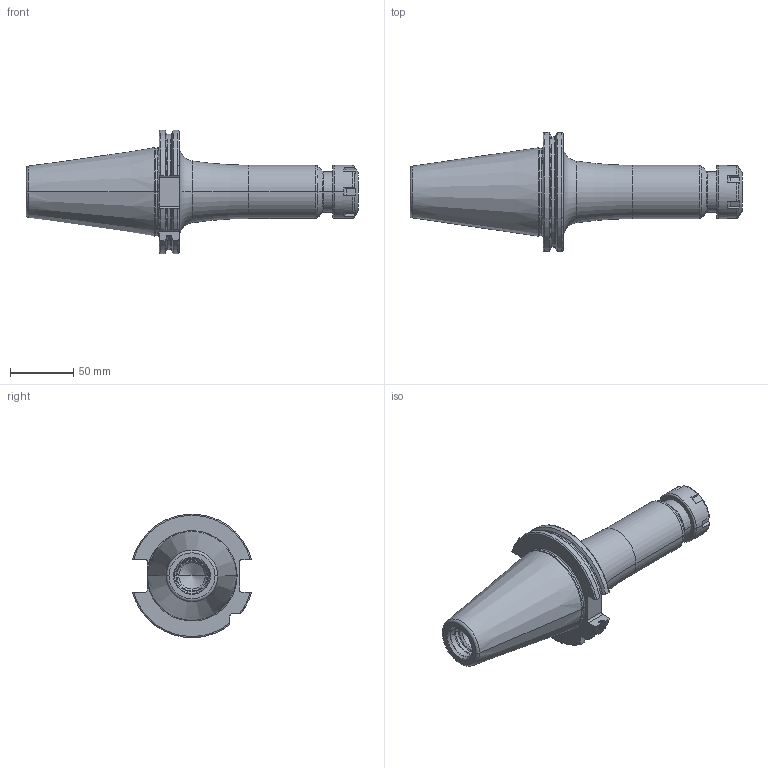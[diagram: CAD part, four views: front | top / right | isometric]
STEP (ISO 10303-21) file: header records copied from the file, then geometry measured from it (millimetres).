
FILE_DESCRIPTION((''),'2;1');
FILE_NAME('50-322-25_ASM','2011-08-31T',('mei'),(''),'PRO/ENGINEER BY PARAMETRIC TECHNOLOGY CORPORATION, 2010430','PRO/ENGINEER BY PARAMETRIC TECHNOLOGY CORPORATION, 2010430','');
FILE_SCHEMA(('CONFIG_CONTROL_DESIGN'));
Length unit declared in the file: millimetre
Products named in the file (3): 50-322-25; 83-912-25; 50-322-25_ASM
Assembly tree (2 placements, depth 2):
  50-322-25_ASM
    50-322-25
    83-912-25
Bounding box: 261.6 x 94 x 97.29 mm (x, y, z)
Volume: 535733.4 mm3; surface area: 65804.4 mm2
Topology: 2 solids, 3 shells, 149 faces, 386 edges, 243 vertices
Faces by surface type: plane 41, torus 40, cylinder 32, cone 30, bspline 6
Entity records: 5210 total; most frequent: CARTESIAN_POINT 1591, ORIENTED_EDGE 764, DIRECTION 734, EDGE_CURVE 384, AXIS2_PLACEMENT_3D 308, VERTEX_POINT 243, CIRCLE 158, EDGE_LOOP 153
